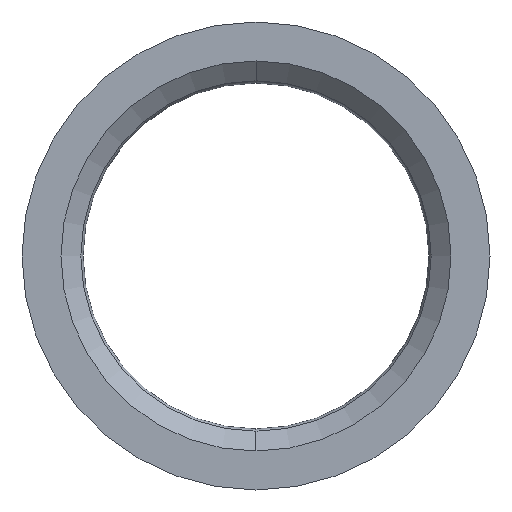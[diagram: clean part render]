
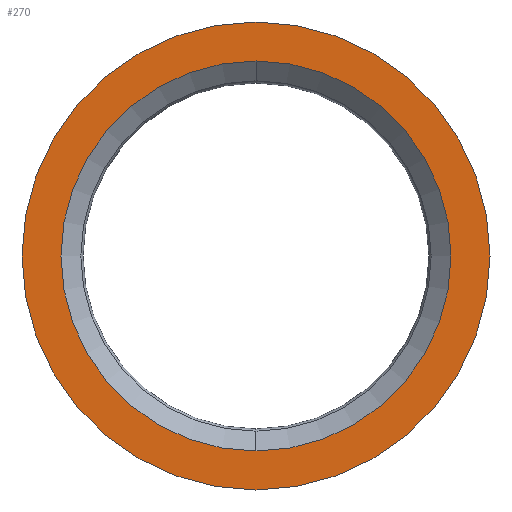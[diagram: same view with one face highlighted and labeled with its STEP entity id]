
A CAD part, left-side view. The second image highlights one B-rep face of the part: STEP entity #270.
In plain terms, the highlighted planar face has unit normal (-1, 0, 0).
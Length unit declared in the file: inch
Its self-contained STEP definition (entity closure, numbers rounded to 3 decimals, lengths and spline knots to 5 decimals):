
#29 = ORIENTED_EDGE ( 'NONE', *, *, #757, .T. ) ;
#31 = CARTESIAN_POINT ( 'NONE',  ( -0.08, 0., 0.18 ) ) ;
#43 = DIRECTION ( 'NONE',  ( -1., 0., 0. ) ) ;
#103 = CIRCLE ( 'NONE', #676, 0.15 ) ;
#169 = AXIS2_PLACEMENT_3D ( 'NONE', #175, #919, #273 ) ;
#172 = CARTESIAN_POINT ( 'NONE',  ( -0.08, 0., 0.15 ) ) ;
#175 = CARTESIAN_POINT ( 'NONE',  ( -0.08, 0.18, 0. ) ) ;
#177 = ORIENTED_EDGE ( 'NONE', *, *, #632, .F. ) ;
#250 = CIRCLE ( 'NONE', #767, 0.18 ) ;
#270 = ADVANCED_FACE ( 'NONE', ( #427, #1259 ), #751, .F. ) ;
#273 = DIRECTION ( 'NONE',  ( 0., 0., -1. ) ) ;
#279 = ORIENTED_EDGE ( 'NONE', *, *, #700, .F. ) ;
#297 = VERTEX_POINT ( 'NONE', #378 ) ;
#378 = CARTESIAN_POINT ( 'NONE',  ( -0.08, 0., -0.15 ) ) ;
#381 = CIRCLE ( 'NONE', #966, 0.15 ) ;
#427 = FACE_BOUND ( 'NONE', #1172, .T. ) ;
#484 = CARTESIAN_POINT ( 'NONE',  ( -0.08, 0., 0. ) ) ;
#493 = DIRECTION ( 'NONE',  ( -1., 0., 0. ) ) ;
#593 = VERTEX_POINT ( 'NONE', #31 ) ;
#603 = DIRECTION ( 'NONE',  ( 0., 0., 1. ) ) ;
#611 = DIRECTION ( 'NONE',  ( 0., 0., 1. ) ) ;
#632 = EDGE_CURVE ( 'NONE', #297, #647, #381, .T. ) ;
#647 = VERTEX_POINT ( 'NONE', #172 ) ;
#649 = EDGE_CURVE ( 'NONE', #593, #715, #1202, .T. ) ;
#676 = AXIS2_PLACEMENT_3D ( 'NONE', #1251, #710, #611 ) ;
#688 = DIRECTION ( 'NONE',  ( 0., 0., 1. ) ) ;
#700 = EDGE_CURVE ( 'NONE', #647, #297, #103, .T. ) ;
#710 = DIRECTION ( 'NONE',  ( -1., 0., 0. ) ) ;
#715 = VERTEX_POINT ( 'NONE', #1379 ) ;
#725 = CARTESIAN_POINT ( 'NONE',  ( -0.08, 0., 0. ) ) ;
#748 = AXIS2_PLACEMENT_3D ( 'NONE', #725, #493, #1255 ) ;
#751 = PLANE ( 'NONE',  #169 ) ;
#757 = EDGE_CURVE ( 'NONE', #715, #593, #250, .T. ) ;
#767 = AXIS2_PLACEMENT_3D ( 'NONE', #788, #43, #688 ) ;
#788 = CARTESIAN_POINT ( 'NONE',  ( -0.08, 0., 0. ) ) ;
#919 = DIRECTION ( 'NONE',  ( 1., 0., 0. ) ) ;
#966 = AXIS2_PLACEMENT_3D ( 'NONE', #484, #1239, #603 ) ;
#1064 = EDGE_LOOP ( 'NONE', ( #1155, #29 ) ) ;
#1155 = ORIENTED_EDGE ( 'NONE', *, *, #649, .T. ) ;
#1172 = EDGE_LOOP ( 'NONE', ( #279, #177 ) ) ;
#1202 = CIRCLE ( 'NONE', #748, 0.18 ) ;
#1239 = DIRECTION ( 'NONE',  ( -1., 0., 0. ) ) ;
#1251 = CARTESIAN_POINT ( 'NONE',  ( -0.08, 0., 0. ) ) ;
#1255 = DIRECTION ( 'NONE',  ( 0., 0., 1. ) ) ;
#1259 = FACE_OUTER_BOUND ( 'NONE', #1064, .T. ) ;
#1379 = CARTESIAN_POINT ( 'NONE',  ( -0.08, 0., -0.18 ) ) ;
